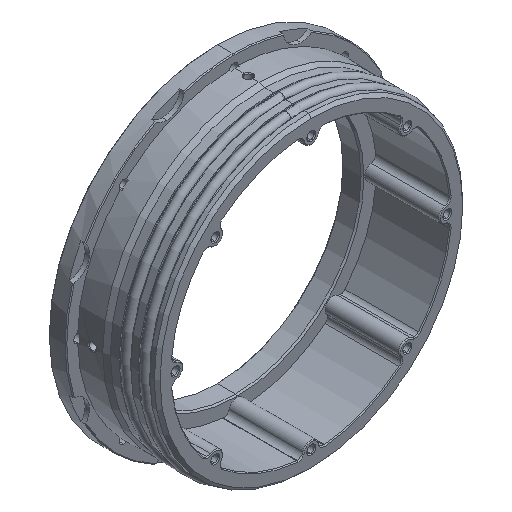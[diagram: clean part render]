
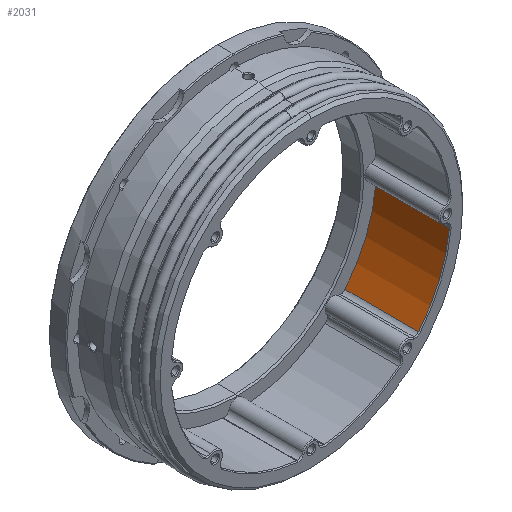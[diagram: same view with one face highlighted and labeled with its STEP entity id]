
A CAD part, isometric view. The second image highlights one B-rep face of the part: STEP entity #2031.
In plain terms, the highlighted cylindrical face has radius 47.75 mm (diameter 95.5 mm), a partial arc.
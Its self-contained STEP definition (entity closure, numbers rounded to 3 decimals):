
#134 = ORIENTED_EDGE ( 'NONE', *, *, #2217, .T. ) ;
#465 = VERTEX_POINT ( 'NONE', #7235 ) ;
#496 = CARTESIAN_POINT ( 'NONE',  ( 0., 25., 0. ) ) ;
#685 = CARTESIAN_POINT ( 'NONE',  ( 0., 25., 0. ) ) ;
#714 = DIRECTION ( 'NONE',  ( 0., -1., 0. ) ) ;
#729 = DIRECTION ( 'NONE',  ( 0., 0., -1. ) ) ;
#910 = DIRECTION ( 'NONE',  ( 0., -1., 0. ) ) ;
#913 = CIRCLE ( 'NONE', #1994, 47.75 ) ;
#980 = VERTEX_POINT ( 'NONE', #3631 ) ;
#1159 = DIRECTION ( 'NONE',  ( 0., 1., 0. ) ) ;
#1348 = VECTOR ( 'NONE', #1159, 1000. ) ;
#1862 = CARTESIAN_POINT ( 'NONE',  ( 36.986, 25., -30.201 ) ) ;
#1954 = VERTEX_POINT ( 'NONE', #3571 ) ;
#1994 = AXIS2_PLACEMENT_3D ( 'NONE', #685, #3251, #729 ) ;
#2031 = ADVANCED_FACE ( 'NONE', ( #6842 ), #3100, .F. ) ;
#2217 = EDGE_CURVE ( 'NONE', #465, #980, #4756, .T. ) ;
#2912 = ORIENTED_EDGE ( 'NONE', *, *, #6380, .T. ) ;
#3100 = CYLINDRICAL_SURFACE ( 'NONE', #7832, 47.75 ) ;
#3250 = EDGE_LOOP ( 'NONE', ( #6551, #134, #2912, #7987 ) ) ;
#3251 = DIRECTION ( 'NONE',  ( 0., -1., 0. ) ) ;
#3278 = LINE ( 'NONE', #1862, #5289 ) ;
#3473 = DIRECTION ( 'NONE',  ( 0., 0., 1. ) ) ;
#3571 = CARTESIAN_POINT ( 'NONE',  ( 36.986, 25., -30.201 ) ) ;
#3631 = CARTESIAN_POINT ( 'NONE',  ( 47.508, -0.2, -4.797 ) ) ;
#4756 = CIRCLE ( 'NONE', #6898, 47.75 ) ;
#5289 = VECTOR ( 'NONE', #714, 1000. ) ;
#5324 = EDGE_CURVE ( 'NONE', #1954, #6135, #913, .T. ) ;
#5544 = DIRECTION ( 'NONE',  ( 0., 0., -1. ) ) ;
#6135 = VERTEX_POINT ( 'NONE', #6827 ) ;
#6380 = EDGE_CURVE ( 'NONE', #980, #6135, #6949, .T. ) ;
#6551 = ORIENTED_EDGE ( 'NONE', *, *, #7914, .T. ) ;
#6827 = CARTESIAN_POINT ( 'NONE',  ( 47.508, 25., -4.797 ) ) ;
#6842 = FACE_OUTER_BOUND ( 'NONE', #3250, .T. ) ;
#6898 = AXIS2_PLACEMENT_3D ( 'NONE', #7919, #910, #3473 ) ;
#6949 = LINE ( 'NONE', #8284, #1348 ) ;
#6961 = DIRECTION ( 'NONE',  ( 0., -1., 0. ) ) ;
#7235 = CARTESIAN_POINT ( 'NONE',  ( 36.986, -0.2, -30.201 ) ) ;
#7832 = AXIS2_PLACEMENT_3D ( 'NONE', #496, #6961, #5544 ) ;
#7914 = EDGE_CURVE ( 'NONE', #1954, #465, #3278, .T. ) ;
#7919 = CARTESIAN_POINT ( 'NONE',  ( 0., -0.2, 0. ) ) ;
#7987 = ORIENTED_EDGE ( 'NONE', *, *, #5324, .F. ) ;
#8284 = CARTESIAN_POINT ( 'NONE',  ( 47.508, 25., -4.797 ) ) ;
